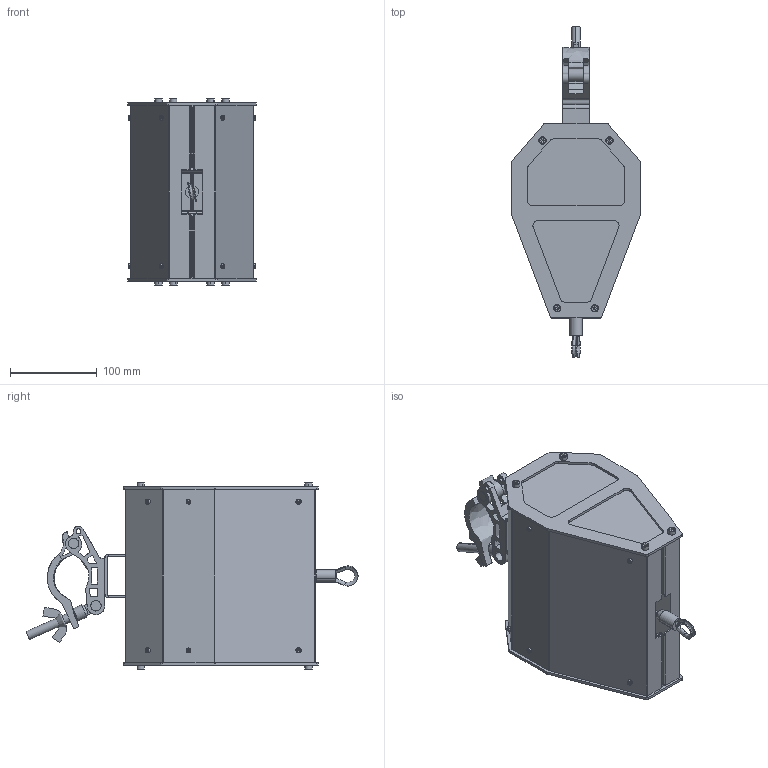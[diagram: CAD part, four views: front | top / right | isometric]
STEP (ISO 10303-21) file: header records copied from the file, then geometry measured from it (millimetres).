
FILE_DESCRIPTION (( 'STEP AP214' ), '1' );
FILE_NAME ('241.001.101_Main_Assembly_Outter dimensions.STEP', '2023-08-09T09:18:57', ( '' ), ( '' ), 'SwSTEP 2.0', 'SolidWorks 2023', '' );
FILE_SCHEMA (( 'AUTOMOTIVE_DESIGN' ));
Length unit declared in the file: millimetre
Products named in the file (1): 241.001.101_Main_Assembly_Outter dimensions
Bounding box: 148 x 381.94 x 215 mm (x, y, z)
Surface area: 430526.9 mm2 (no closed solid volume)
Topology: 0 solids, 62 shells, 606 faces, 2137 edges, 1530 vertices
Faces by surface type: plane 314, cylinder 169, cone 46, torus 40, bspline 37
Entity records: 25276 total; most frequent: CARTESIAN_POINT 7279, DIRECTION 3735, ORIENTED_EDGE 3280, EDGE_CURVE 2097, VERTEX_POINT 1530, VECTOR 1299, LINE 1299, AXIS2_PLACEMENT_3D 1218
